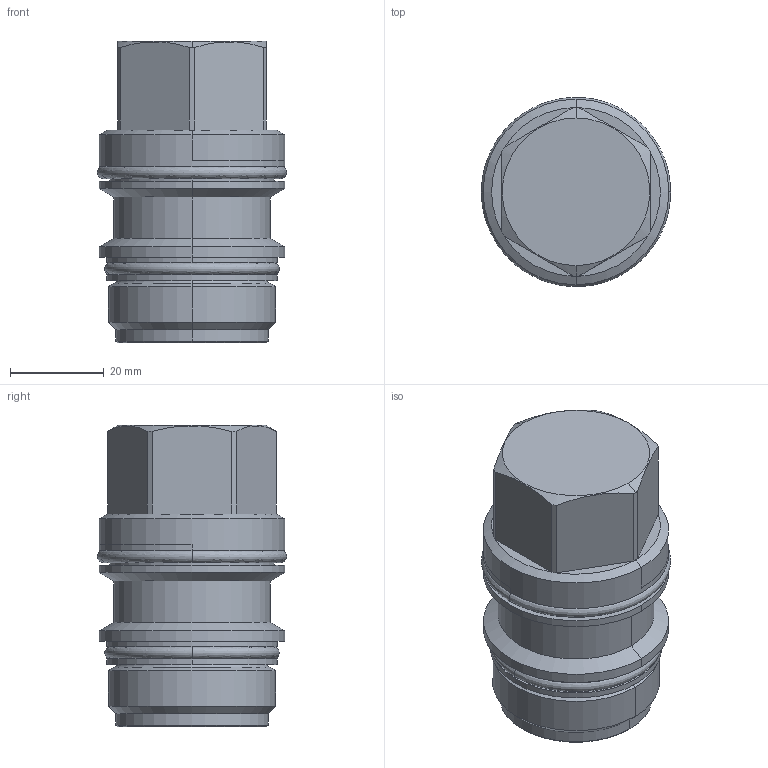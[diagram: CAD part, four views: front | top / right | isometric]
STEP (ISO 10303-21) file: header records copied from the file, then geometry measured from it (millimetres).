
FILE_DESCRIPTION((''),'2;1');
FILE_NAME('XHOA-XXN_PRT','2012-06-28T',('Administrator'),(''),'PRO/ENGINEER BY PARAMETRIC TECHNOLOGY CORPORATION, 2006240','PRO/ENGINEER BY PARAMETRIC TECHNOLOGY CORPORATION, 2006240','');
FILE_SCHEMA(('CONFIG_CONTROL_DESIGN'));
Length unit declared in the file: inch
Products named in the file (1): XHOA-XXN_PRT
Bounding box: 40.36 x 40.35 x 64.29 mm (x, y, z)
Volume: 63358 mm3; surface area: 13036.6 mm2
Topology: 3 solids, 3 shells, 80 faces, 176 edges, 104 vertices
Faces by surface type: cylinder 28, plane 20, cone 14, torus 10, revolution 8
Entity records: 2674 total; most frequent: CARTESIAN_POINT 836, DIRECTION 404, ORIENTED_EDGE 352, EDGE_CURVE 176, AXIS2_PLACEMENT_3D 170, VERTEX_POINT 104, CIRCLE 98, EDGE_LOOP 86
